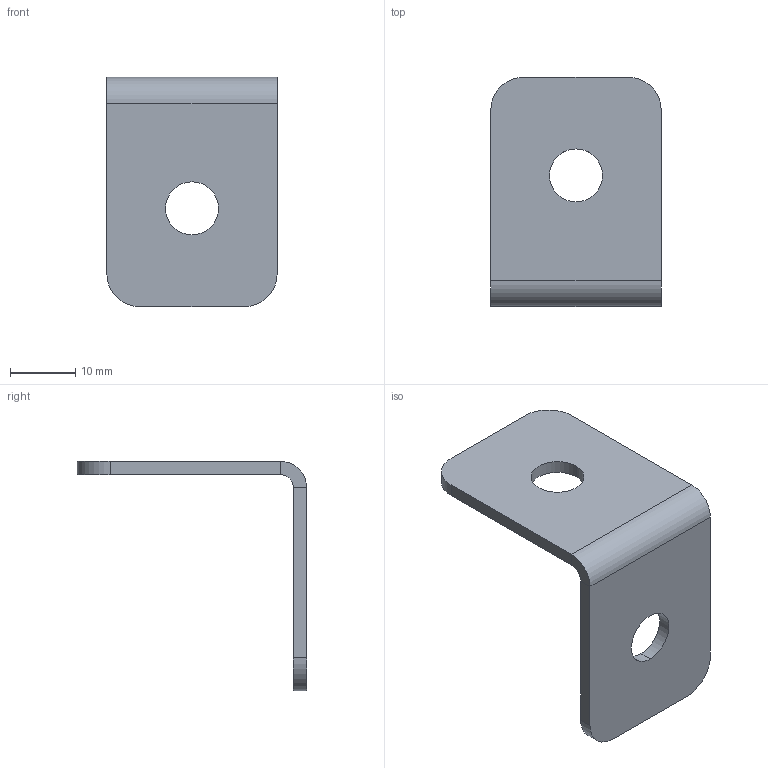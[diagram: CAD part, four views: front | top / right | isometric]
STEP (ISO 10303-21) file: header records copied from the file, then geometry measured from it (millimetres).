
FILE_DESCRIPTION (( 'STEP AP214' ), '1' );
FILE_NAME ('SNS.40.01.59 Óãîëîê_40õ40SL(E36).STEP', '2015-01-12T09:50:33', ( 'XTreme.ws' ), ( 'XTreme.ws' ), 'SwSTEP 2.0', 'SolidWorks 2014', '' );
FILE_SCHEMA (( 'AUTOMOTIVE_DESIGN' ));
Length unit declared in the file: millimetre
Products named in the file (2): SNS.40.01.59 Óãîëîê_40õ40SL(E36)
Bounding box: 26 x 35 x 35 mm (x, y, z)
Volume: 3220 mm3; surface area: 3675.5 mm2
Topology: 1 solids, 1 shells, 22 faces, 52 edges, 32 vertices
Faces by surface type: plane 12, cylinder 10
Entity records: 689 total; most frequent: DIRECTION 120, CARTESIAN_POINT 108, ORIENTED_EDGE 104, EDGE_CURVE 52, AXIS2_PLACEMENT_3D 44, LINE 32, VECTOR 32, VERTEX_POINT 32
